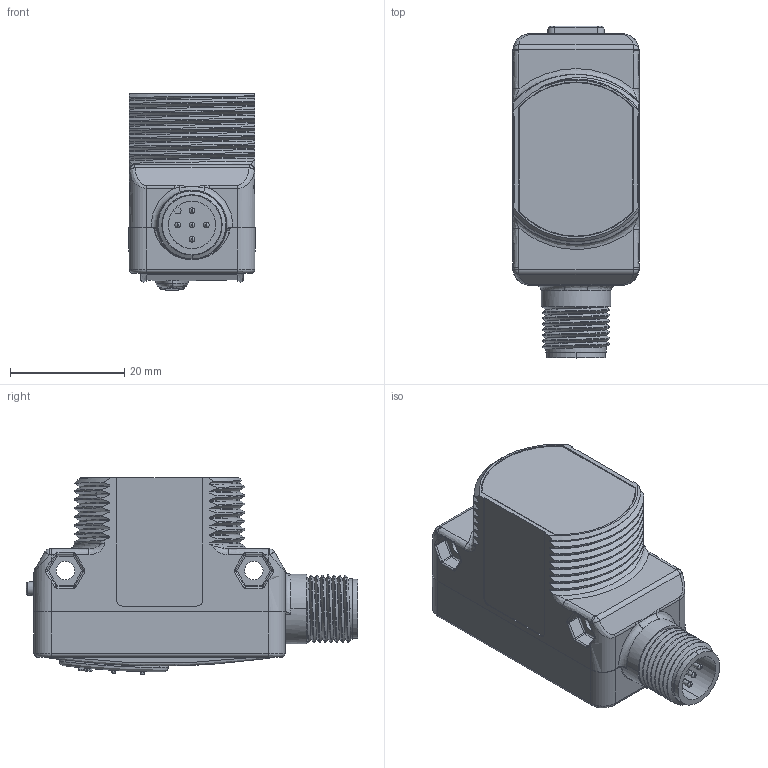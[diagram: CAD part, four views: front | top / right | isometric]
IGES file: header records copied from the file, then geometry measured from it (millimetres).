
Start section:  PTC IGES file: 140604.igs
Global section: file name: 140604.igs; native system: Pro/ENGINEER by Parametric Technology Corporation; preprocessor: 2006170; author: banengservice; organization: Unknown; date: 20080602.123019; units: inch
Bounding box: 22.14 x 58.13 x 34.47 mm (x, y, z)
Volume: 25909.6 mm3; surface area: 8838.8 mm2
Topology: 1 solids, 1 shells, 539 faces, 1316 edges, 789 vertices
Faces by surface type: revolution 323, bspline 216
